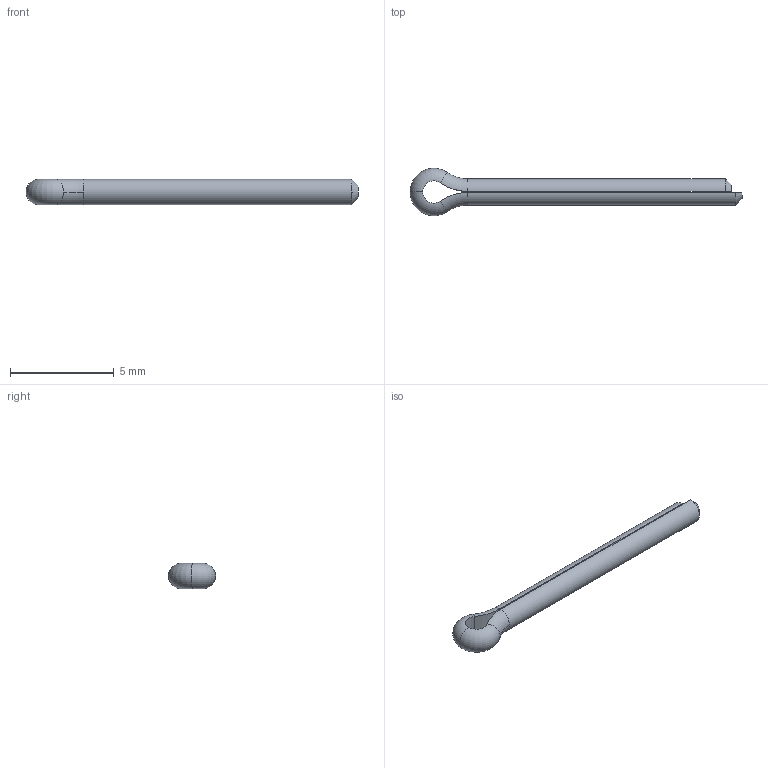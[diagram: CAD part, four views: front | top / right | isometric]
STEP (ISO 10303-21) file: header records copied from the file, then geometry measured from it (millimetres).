
FILE_DESCRIPTION (( 'STEP AP203' ), '1' );
FILE_NAME ('98401A910.step', '2016-09-07T13:43:34', ( '' ), ( '' ), 'SwSTEP 2.0', 'SolidWorks 2010', '' );
FILE_SCHEMA (( 'CONFIG_CONTROL_DESIGN' ));
Length unit declared in the file: inch
Products named in the file (1): 98401A910
Bounding box: 15.97 x 2.27 x 1.22 mm (x, y, z)
Volume: 18.4 mm3; surface area: 99.7 mm2
Topology: 1 solids, 1 shells, 19 faces, 42 edges, 25 vertices
Faces by surface type: torus 6, cylinder 6, plane 4, cone 3
Entity records: 609 total; most frequent: DIRECTION 108, CARTESIAN_POINT 87, ORIENTED_EDGE 84, AXIS2_PLACEMENT_3D 46, EDGE_CURVE 42, CIRCLE 26, VERTEX_POINT 25, FACE_OUTER_BOUND 19
